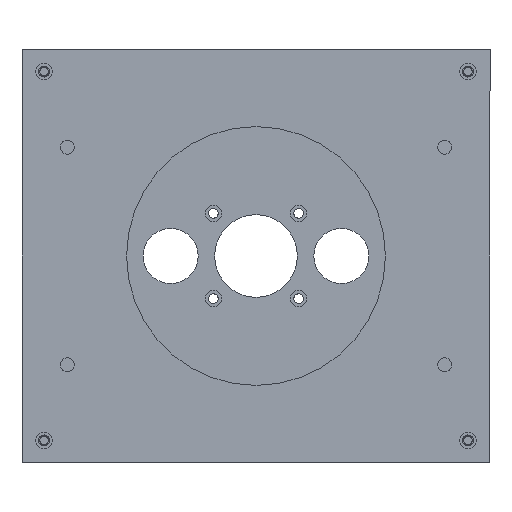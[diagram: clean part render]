
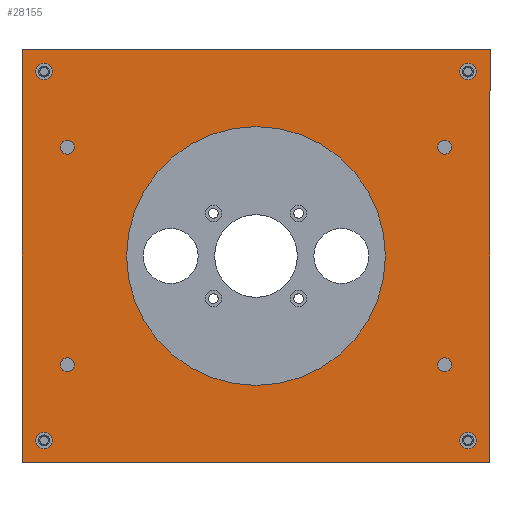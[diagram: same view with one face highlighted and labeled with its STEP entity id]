
A CAD part, front view. The second image highlights one B-rep face of the part: STEP entity #28155.
In plain terms, the highlighted planar face has unit normal (0, -1, 0).
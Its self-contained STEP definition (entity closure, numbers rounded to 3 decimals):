
#107=LINE('',#41556,#2922);
#110=LINE('',#41561,#2925);
#112=LINE('',#41565,#2927);
#114=LINE('',#41568,#2929);
#2922=VECTOR('',#32875,10.);
#2925=VECTOR('',#32880,10.);
#2927=VECTOR('',#32884,10.);
#2929=VECTOR('',#32888,10.);
#6415=FACE_BOUND('',#8372,.T.);
#6416=FACE_BOUND('',#8373,.T.);
#6417=FACE_BOUND('',#8374,.T.);
#6418=FACE_BOUND('',#8375,.T.);
#6419=FACE_BOUND('',#8376,.T.);
#6420=FACE_BOUND('',#8377,.T.);
#6421=FACE_BOUND('',#8378,.T.);
#6422=FACE_BOUND('',#8379,.T.);
#6423=FACE_BOUND('',#8380,.T.);
#6865=FACE_OUTER_BOUND('',#8371,.T.);
#8371=EDGE_LOOP('',(#19064,#19065,#19066,#19067));
#8372=EDGE_LOOP('',(#19068));
#8373=EDGE_LOOP('',(#19069));
#8374=EDGE_LOOP('',(#19070));
#8375=EDGE_LOOP('',(#19071));
#8376=EDGE_LOOP('',(#19072));
#8377=EDGE_LOOP('',(#19073));
#8378=EDGE_LOOP('',(#19074));
#8379=EDGE_LOOP('',(#19075));
#8380=EDGE_LOOP('',(#19076));
#10181=CIRCLE('',#29612,3.);
#10185=CIRCLE('',#29619,3.);
#10189=CIRCLE('',#29626,3.);
#10193=CIRCLE('',#29633,3.);
#10217=CIRCLE('',#29672,2.5);
#10219=CIRCLE('',#29676,2.5);
#10221=CIRCLE('',#29680,2.5);
#10223=CIRCLE('',#29684,2.5);
#10232=CIRCLE('',#29712,47.);
#11649=VERTEX_POINT('',#41306);
#11653=VERTEX_POINT('',#41319);
#11657=VERTEX_POINT('',#41332);
#11661=VERTEX_POINT('',#41345);
#11700=VERTEX_POINT('',#41453);
#11702=VERTEX_POINT('',#41460);
#11704=VERTEX_POINT('',#41467);
#11706=VERTEX_POINT('',#41474);
#11727=VERTEX_POINT('',#41550);
#11728=VERTEX_POINT('',#41554);
#11729=VERTEX_POINT('',#41555);
#11730=VERTEX_POINT('',#41560);
#11731=VERTEX_POINT('',#41564);
#14510=EDGE_CURVE('',#11649,#11649,#10181,.T.);
#14516=EDGE_CURVE('',#11653,#11653,#10185,.T.);
#14522=EDGE_CURVE('',#11657,#11657,#10189,.T.);
#14528=EDGE_CURVE('',#11661,#11661,#10193,.T.);
#14582=EDGE_CURVE('',#11700,#11700,#10217,.T.);
#14585=EDGE_CURVE('',#11702,#11702,#10219,.T.);
#14588=EDGE_CURVE('',#11704,#11704,#10221,.T.);
#14591=EDGE_CURVE('',#11706,#11706,#10223,.T.);
#14628=EDGE_CURVE('',#11727,#11727,#10232,.T.);
#14629=EDGE_CURVE('',#11728,#11729,#107,.T.);
#14632=EDGE_CURVE('',#11730,#11728,#110,.T.);
#14634=EDGE_CURVE('',#11731,#11730,#112,.T.);
#14636=EDGE_CURVE('',#11729,#11731,#114,.T.);
#19064=ORIENTED_EDGE('',*,*,#14636,.F.);
#19065=ORIENTED_EDGE('',*,*,#14629,.F.);
#19066=ORIENTED_EDGE('',*,*,#14632,.F.);
#19067=ORIENTED_EDGE('',*,*,#14634,.F.);
#19068=ORIENTED_EDGE('',*,*,#14510,.T.);
#19069=ORIENTED_EDGE('',*,*,#14516,.T.);
#19070=ORIENTED_EDGE('',*,*,#14522,.T.);
#19071=ORIENTED_EDGE('',*,*,#14528,.T.);
#19072=ORIENTED_EDGE('',*,*,#14582,.T.);
#19073=ORIENTED_EDGE('',*,*,#14585,.T.);
#19074=ORIENTED_EDGE('',*,*,#14588,.T.);
#19075=ORIENTED_EDGE('',*,*,#14591,.T.);
#19076=ORIENTED_EDGE('',*,*,#14628,.F.);
#27379=PLANE('',#29718);
#28155=ADVANCED_FACE('',(#6865,#6415,#6416,#6417,#6418,#6419,#6420,#6421,
#6422,#6423),#27379,.F.);
#29612=AXIS2_PLACEMENT_3D('',#41307,#32604,#32605);
#29619=AXIS2_PLACEMENT_3D('',#41320,#32620,#32621);
#29626=AXIS2_PLACEMENT_3D('',#41333,#32636,#32637);
#29633=AXIS2_PLACEMENT_3D('',#41346,#32652,#32653);
#29672=AXIS2_PLACEMENT_3D('',#41454,#32760,#32761);
#29676=AXIS2_PLACEMENT_3D('',#41461,#32769,#32770);
#29680=AXIS2_PLACEMENT_3D('',#41468,#32778,#32779);
#29684=AXIS2_PLACEMENT_3D('',#41475,#32787,#32788);
#29712=AXIS2_PLACEMENT_3D('',#41552,#32871,#32872);
#29718=AXIS2_PLACEMENT_3D('',#41570,#32891,#32892);
#32604=DIRECTION('center_axis',(0.,1.,0.));
#32605=DIRECTION('ref_axis',(0.,0.,-1.));
#32620=DIRECTION('center_axis',(0.,1.,0.));
#32621=DIRECTION('ref_axis',(0.,0.,-1.));
#32636=DIRECTION('center_axis',(0.,1.,0.));
#32637=DIRECTION('ref_axis',(0.,0.,-1.));
#32652=DIRECTION('center_axis',(0.,1.,0.));
#32653=DIRECTION('ref_axis',(0.,0.,-1.));
#32760=DIRECTION('center_axis',(0.,1.,0.));
#32761=DIRECTION('ref_axis',(1.,0.,0.));
#32769=DIRECTION('center_axis',(0.,1.,0.));
#32770=DIRECTION('ref_axis',(1.,0.,0.));
#32778=DIRECTION('center_axis',(0.,1.,0.));
#32779=DIRECTION('ref_axis',(1.,0.,0.));
#32787=DIRECTION('center_axis',(0.,1.,0.));
#32788=DIRECTION('ref_axis',(1.,0.,0.));
#32871=DIRECTION('center_axis',(0.,-1.,0.));
#32872=DIRECTION('ref_axis',(1.,0.,0.));
#32875=DIRECTION('',(1.,0.,0.));
#32880=DIRECTION('',(0.,0.,1.));
#32884=DIRECTION('',(-1.,0.,0.));
#32888=DIRECTION('',(0.,0.,-1.));
#32891=DIRECTION('center_axis',(0.,1.,0.));
#32892=DIRECTION('ref_axis',(1.,0.,0.));
#41306=CARTESIAN_POINT('',(77.,0.,70.));
#41307=CARTESIAN_POINT('Origin',(77.,0.,67.));
#41319=CARTESIAN_POINT('',(-77.,0.,-64.));
#41320=CARTESIAN_POINT('Origin',(-77.,0.,-67.));
#41332=CARTESIAN_POINT('',(77.,0.,-64.));
#41333=CARTESIAN_POINT('Origin',(77.,0.,-67.));
#41345=CARTESIAN_POINT('',(-77.,0.,70.));
#41346=CARTESIAN_POINT('Origin',(-77.,0.,67.));
#41453=CARTESIAN_POINT('',(66.,0.,39.5));
#41454=CARTESIAN_POINT('Origin',(68.5,0.,39.5));
#41460=CARTESIAN_POINT('',(66.,0.,-39.5));
#41461=CARTESIAN_POINT('Origin',(68.5,0.,-39.5));
#41467=CARTESIAN_POINT('',(-71.,0.,39.5));
#41468=CARTESIAN_POINT('Origin',(-68.5,0.,39.5));
#41474=CARTESIAN_POINT('',(-71.,0.,-39.5));
#41475=CARTESIAN_POINT('Origin',(-68.5,0.,-39.5));
#41550=CARTESIAN_POINT('',(-47.,0.,0.));
#41552=CARTESIAN_POINT('Origin',(0.,0.,0.));
#41554=CARTESIAN_POINT('',(-85.,0.,75.));
#41555=CARTESIAN_POINT('',(85.,0.,75.));
#41556=CARTESIAN_POINT('',(-85.,0.,75.));
#41560=CARTESIAN_POINT('',(-85.,0.,-75.));
#41561=CARTESIAN_POINT('',(-85.,0.,-75.));
#41564=CARTESIAN_POINT('',(85.,0.,-75.));
#41565=CARTESIAN_POINT('',(85.,0.,-75.));
#41568=CARTESIAN_POINT('',(85.,0.,75.));
#41570=CARTESIAN_POINT('Origin',(0.,0.,0.));
